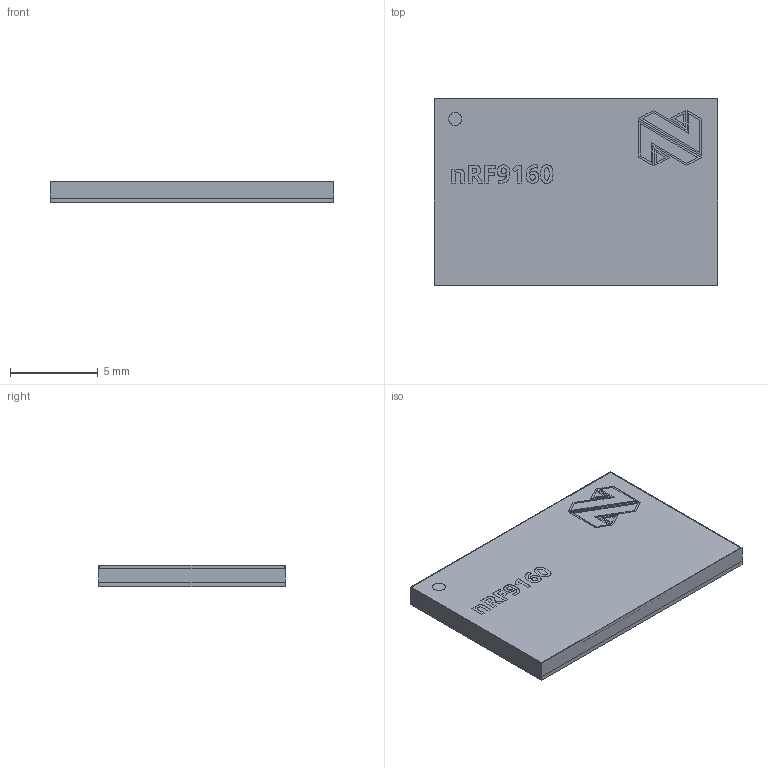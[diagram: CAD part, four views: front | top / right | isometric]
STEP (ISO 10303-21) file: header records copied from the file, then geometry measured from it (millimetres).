
FILE_DESCRIPTION(('FreeCAD Model'),'2;1');
FILE_NAME('Open CASCADE Shape Model','2022-06-28T20:26:50',('Author'),( ''),'Open CASCADE STEP processor 7.5','FreeCAD','Unknown');
FILE_SCHEMA(('AUTOMOTIVE_DESIGN { 1 0 10303 214 1 1 1 1 }'));
Length unit declared in the file: millimetre
Products named in the file (4): M1; nRF9160; nRF9161; nRF9162
Assembly tree (3 placements, depth 2):
  M1
    nRF9160
    nRF9161
    nRF9162
Bounding box: 16.1 x 10.6 x 1.2 mm (x, y, z)
Surface area: 1096.9 mm2
Topology: 3 solids, 3 shells, 229 faces, 609 edges, 406 vertices
Faces by surface type: plane 119, extrusion 109, cylinder 1
Full cylindrical faces by diameter (mm): 0.74 x1
Entity records: 15209 total; most frequent: CARTESIAN_POINT 3557, DIRECTION 1749, VECTOR 1495, LINE 1386, ORIENTED_EDGE 1218, PCURVE 1218, DEFINITIONAL_REPRESENTATION 1218, EDGE_CURVE 609
